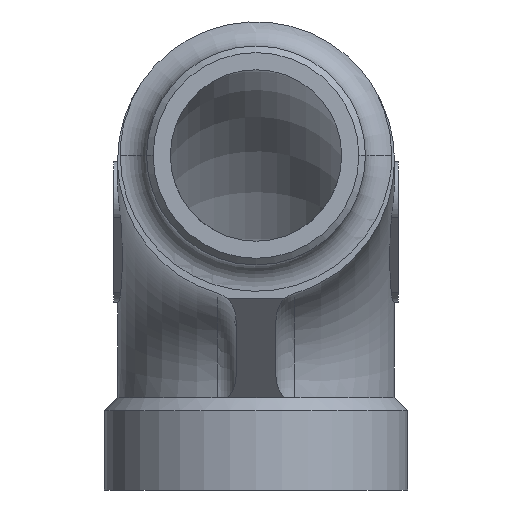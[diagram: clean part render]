
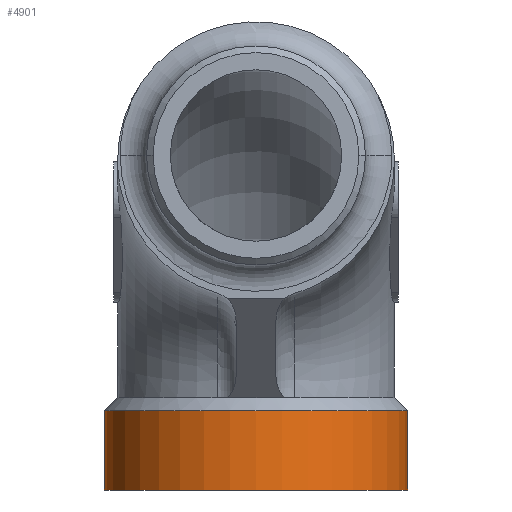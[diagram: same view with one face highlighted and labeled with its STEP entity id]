
A CAD part, front view. The second image highlights one B-rep face of the part: STEP entity #4901.
In plain terms, the highlighted cylindrical face has radius 11.5 mm (diameter 23 mm), a partial arc.
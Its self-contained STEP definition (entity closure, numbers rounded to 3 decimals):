
#3291=CARTESIAN_POINT('Vertex',(-11.5,0.,6.)) ;
#3305=CARTESIAN_POINT('Vertex',(11.5,0.,6.)) ;
#3485=CARTESIAN_POINT('Axis2P3D Location',(0.,0.,6.)) ;
#4143=CARTESIAN_POINT('Axis2P3D Location',(0.,0.,3.5)) ;
#4148=CARTESIAN_POINT('Line Origine',(11.5,0.,3.5)) ;
#4152=CARTESIAN_POINT('Vertex',(11.5,0.,0.)) ;
#4159=CARTESIAN_POINT('Vertex',(-11.5,0.,0.)) ;
#4162=CARTESIAN_POINT('Line Origine',(-11.5,0.,3.5)) ;
#4890=CARTESIAN_POINT('Axis2P3D Location',(0.,0.,0.)) ;
#3486=DIRECTION('Axis2P3D Direction',(0.,0.,-1.)) ;
#4144=DIRECTION('Axis2P3D Direction',(0.,0.,-1.)) ;
#4145=DIRECTION('Axis2P3D XDirection',(1.,0.,0.)) ;
#4149=DIRECTION('Vector Direction',(0.,0.,-1.)) ;
#4163=DIRECTION('Vector Direction',(0.,0.,-1.)) ;
#4891=DIRECTION('Axis2P3D Direction',(0.,0.,-1.)) ;
#3487=AXIS2_PLACEMENT_3D('Circle Axis2P3D',#3485,#3486,$) ;
#4146=AXIS2_PLACEMENT_3D('Cylinder Axis2P3D',#4143,#4144,#4145) ;
#4892=AXIS2_PLACEMENT_3D('Circle Axis2P3D',#4890,#4891,$) ;
#4896=ORIENTED_EDGE('',*,*,#4166,.F.) ;
#4897=ORIENTED_EDGE('',*,*,#4894,.F.) ;
#4898=ORIENTED_EDGE('',*,*,#4154,.T.) ;
#4899=ORIENTED_EDGE('',*,*,#3489,.T.) ;
#4150=VECTOR('Line Direction',#4149,1.) ;
#4164=VECTOR('Line Direction',#4163,1.) ;
#4901=ADVANCED_FACE('Corps principal',(#4900),#4147,.T.) ;
#3488=CIRCLE('generated circle',#3487,11.5) ;
#4893=CIRCLE('generated circle',#4892,11.5) ;
#4147=CYLINDRICAL_SURFACE('generated cylinder',#4146,11.5) ;
#3489=EDGE_CURVE('',#3306,#3292,#3488,.T.) ;
#4154=EDGE_CURVE('',#4153,#3306,#4151,.F.) ;
#4166=EDGE_CURVE('',#4160,#3292,#4165,.F.) ;
#4894=EDGE_CURVE('',#4153,#4160,#4893,.T.) ;
#4895=EDGE_LOOP('',(#4896,#4897,#4898,#4899)) ;
#4900=FACE_OUTER_BOUND('',#4895,.T.) ;
#4151=LINE('Line',#4148,#4150) ;
#4165=LINE('Line',#4162,#4164) ;
#3292=VERTEX_POINT('',#3291) ;
#3306=VERTEX_POINT('',#3305) ;
#4153=VERTEX_POINT('',#4152) ;
#4160=VERTEX_POINT('',#4159) ;
